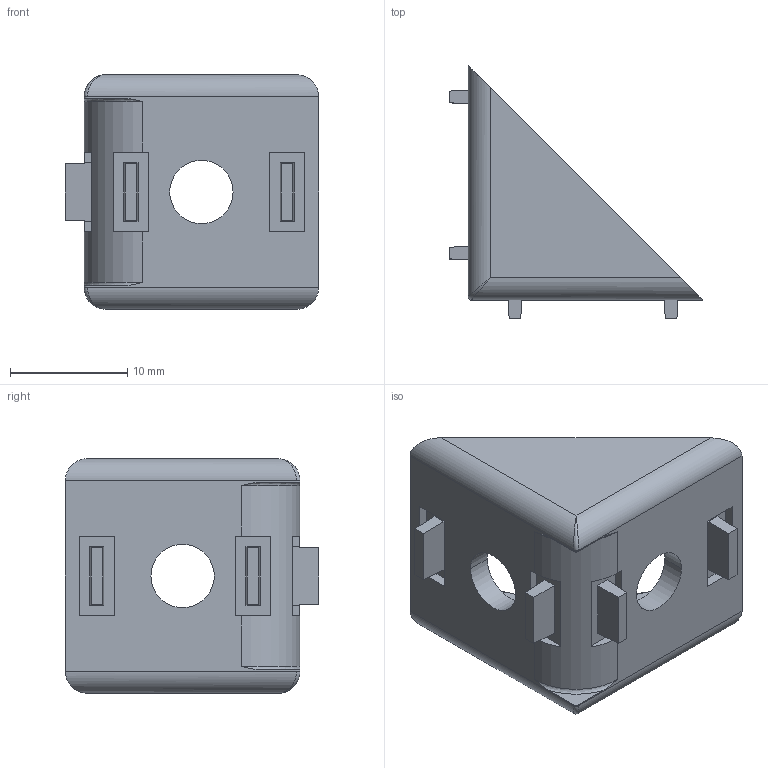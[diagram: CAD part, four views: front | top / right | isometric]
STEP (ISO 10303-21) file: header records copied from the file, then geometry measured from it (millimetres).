
FILE_DESCRIPTION (( 'STEP AP214' ), '1' );
FILE_NAME ('FIXE05E1434-Kit équerre 5 20x20x20 Zn avec cache.step', '2023-03-24T09:56:07', ( 'Altae' ), ( '' ), 'SwSTEP 2.0', 'SolidWorks 2021', '' );
FILE_SCHEMA (( 'AUTOMOTIVE_DESIGN' ));
Length unit declared in the file: millimetre
Products named in the file (1): FIXE05E1434-Kit équerre 5 20x20x20 Zn avec cache
Bounding box: 21.6 x 21.6 x 20 mm (x, y, z)
Volume: 2230.1 mm3; surface area: 2433.8 mm2
Topology: 1 solids, 1 shells, 143 faces, 374 edges, 232 vertices
Faces by surface type: plane 65, cylinder 50, cone 12, bspline 12, torus 4
Entity records: 5039 total; most frequent: CARTESIAN_POINT 1702, ORIENTED_EDGE 728, DIRECTION 620, EDGE_CURVE 364, VERTEX_POINT 232, LINE 224, VECTOR 224, AXIS2_PLACEMENT_3D 198
